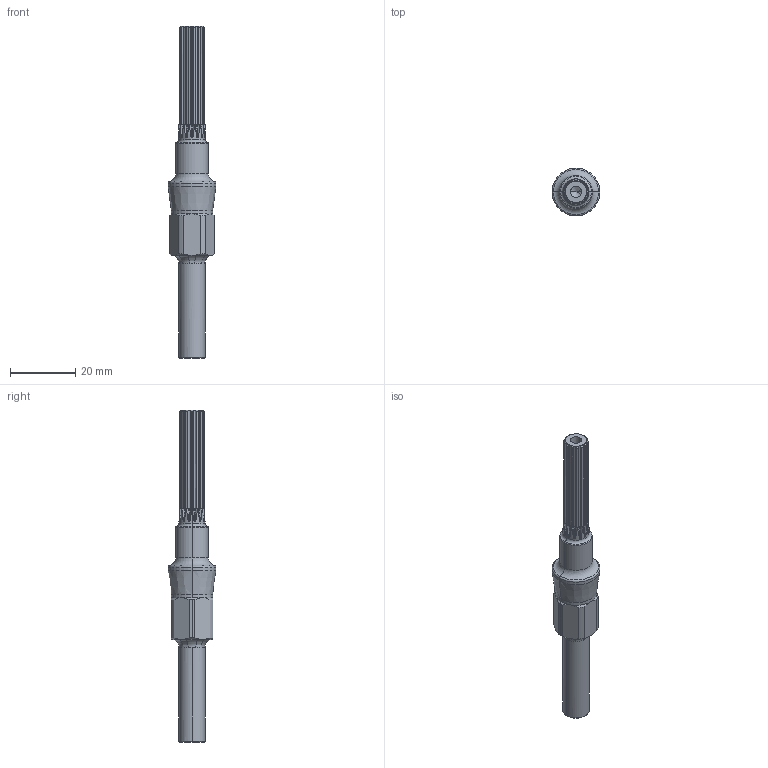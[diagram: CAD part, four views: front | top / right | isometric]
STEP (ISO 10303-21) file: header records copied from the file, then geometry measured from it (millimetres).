
FILE_DESCRIPTION (( 'STEP AP203' ), '1' );
FILE_NAME ('REV-21-2827.STEP', '2023-09-25T18:22:36', ( '' ), ( '' ), 'SwSTEP 2.0', 'SolidWorks 2022', '' );
FILE_SCHEMA (( 'CONFIG_CONTROL_DESIGN' ));
Length unit declared in the file: millimetre
Products named in the file (1): REV-21-2827
Bounding box: 14.63 x 14.63 x 101.6 mm (x, y, z)
Volume: 6336.4 mm3; surface area: 4276.6 mm2
Topology: 1 solids, 1 shells, 221 faces, 508 edges, 287 vertices
Faces by surface type: bspline 62, cylinder 57, torus 43, cone 37, plane 22
Entity records: 9437 total; most frequent: CARTESIAN_POINT 4849, ORIENTED_EDGE 1008, DIRECTION 868, EDGE_CURVE 504, AXIS2_PLACEMENT_3D 386, VERTEX_POINT 287, CIRCLE 226, EDGE_LOOP 223
